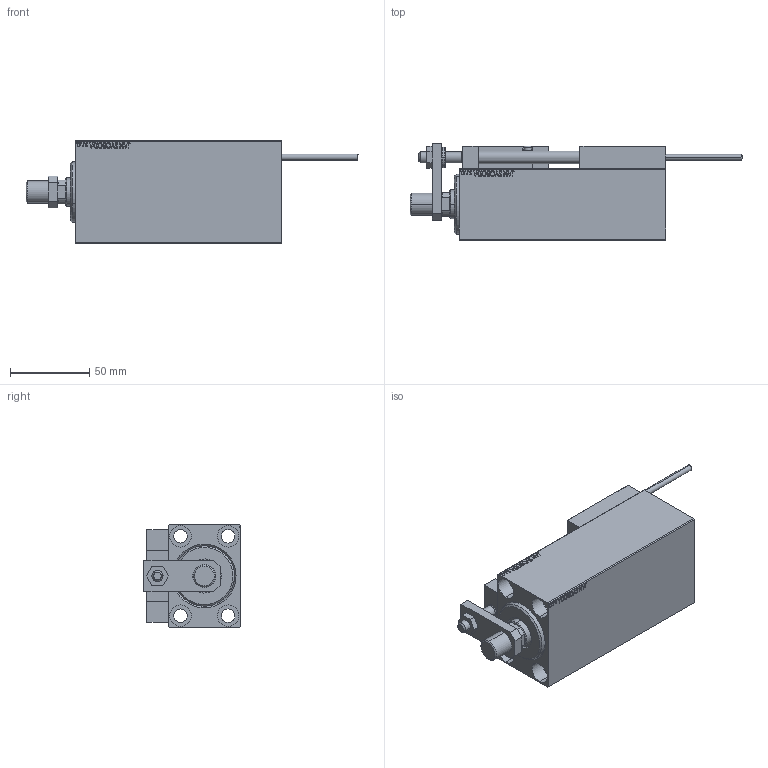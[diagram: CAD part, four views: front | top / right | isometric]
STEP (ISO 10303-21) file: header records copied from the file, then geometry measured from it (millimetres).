
FILE_DESCRIPTION (( 'STEP AP203' ), '1' );
FILE_NAME ('27fa.STEP', '2024-04-24T06:17:56', ( '' ), ( '' ), 'SwSTEP 2.0', 'SolidWorks 2019', '' );
FILE_SCHEMA (( 'CONFIG_CONTROL_DESIGN' ));
Length unit declared in the file: millimetre
Products named in the file (16): ZARAZKA b249dee748f501cebaf6ee111b9a7ba4; KONCOVKA b249dee748f501cebaf6ee111b9a7ba4; SWITCH X b249dee748f501cebaf6ee111b9a7ba4; 27fa; SWITCH DIM B,W b249dee748f501cebaf6ee111b9a7ba4; SWITCH_X_FRONT_BACK b249dee748f501cebaf6ee111b9a7ba4; V450CM_VC_B b249dee748f501cebaf6ee111b9a7ba4; ALLEN BOLT D5 b249dee748f501cebaf6ee111b9a7ba4; Block b249dee748f501cebaf6ee111b9a7ba4; NUT_D12 b249dee748f501cebaf6ee111b9a7ba4; ALLEN BOLT D8 b249dee748f501cebaf6ee111b9a7ba4; V450CM_C_Body b249dee748f501cebaf6ee111b9a7ba4; TYC_L79 b249dee748f501cebaf6ee111b9a7ba4; MAGNET b249dee748f501cebaf6ee111b9a7ba4; V450CM_C_VCP b249dee748f501cebaf6ee111b9a7ba4; V450CM_MALE_METRIC b249dee748f501cebaf6ee111b9a7ba4
Assembly tree (25 placements, depth 3):
  27fa
    V450CM_C_Body b249dee748f501cebaf6ee111b9a7ba4
    SWITCH X b249dee748f501cebaf6ee111b9a7ba4
      SWITCH_X_FRONT_BACK b249dee748f501cebaf6ee111b9a7ba4  x2
      TYC_L79 b249dee748f501cebaf6ee111b9a7ba4
      Block b249dee748f501cebaf6ee111b9a7ba4  x2
      ALLEN BOLT D5 b249dee748f501cebaf6ee111b9a7ba4  x4
      ALLEN BOLT D8 b249dee748f501cebaf6ee111b9a7ba4  x4
      MAGNET b249dee748f501cebaf6ee111b9a7ba4  x2
      KONCOVKA b249dee748f501cebaf6ee111b9a7ba4  x2
    NUT_D12 b249dee748f501cebaf6ee111b9a7ba4
    SWITCH DIM B,W b249dee748f501cebaf6ee111b9a7ba4
    ZARAZKA b249dee748f501cebaf6ee111b9a7ba4
    V450CM_C_VCP b249dee748f501cebaf6ee111b9a7ba4
    V450CM_VC_B b249dee748f501cebaf6ee111b9a7ba4
    V450CM_MALE_METRIC b249dee748f501cebaf6ee111b9a7ba4
Bounding box: 209 x 60.5 x 65 mm (x, y, z)
Volume: 376763.3 mm3; surface area: 99513 mm2
Topology: 24 solids, 24 shells, 1295 faces, 3094 edges, 1977 vertices
Faces by surface type: plane 563, bspline 380, cylinder 192, cone 110, torus 46, sphere 4
Entity records: 50732 total; most frequent: CARTESIAN_POINT 26076, ORIENTED_EDGE 5208, DIRECTION 3528, EDGE_CURVE 2604, VERTEX_POINT 1701, VECTOR 1494, LINE 1494, EDGE_LOOP 1207
